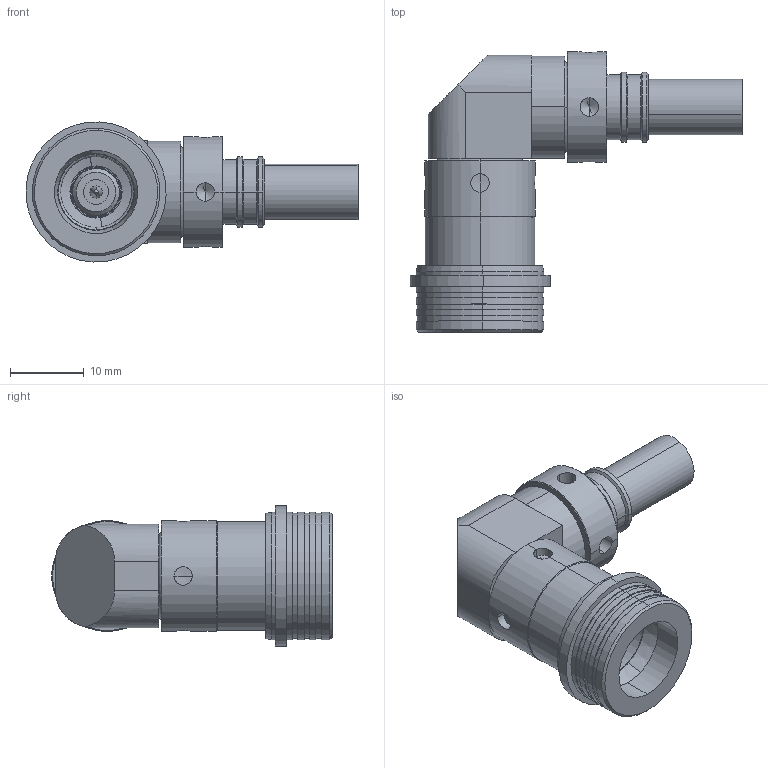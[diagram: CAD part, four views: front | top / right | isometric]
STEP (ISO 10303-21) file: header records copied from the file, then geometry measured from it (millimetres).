
FILE_DESCRIPTION (( 'STEP AP214' ), '1' );
FILE_NAME ('3190-8041(EZ-240-QNM-RA-X)_SD.STEP', '2020-11-23T03:21:36', ( '' ), ( '' ), 'SwSTEP 2.0', 'SolidWorks 2018', '' );
FILE_SCHEMA (( 'AUTOMOTIVE_DESIGN' ));
Length unit declared in the file: millimetre
Products named in the file (7): 3190-8041(EZ-240-QNM-RA-X)_SD; 3192-6057_SD; SD^3192-6057; 3192-6076_SD; SD^3192-6076; 3192-6034_SD; SD^3192-6034
Assembly tree (6 placements, depth 3):
  3190-8041(EZ-240-QNM-RA-X)_SD
    3192-6034_SD
      SD^3192-6034
    3192-6076_SD
      SD^3192-6076
    3192-6057_SD
      SD^3192-6057
Bounding box: 44.99 x 38 x 18.98 mm (x, y, z)
Volume: 7829.1 mm3; surface area: 5559.2 mm2
Topology: 4 solids, 5 shells, 213 faces, 464 edges, 277 vertices
Faces by surface type: cylinder 92, cone 55, plane 47, torus 16, sphere 2, bspline 1
Entity records: 6322 total; most frequent: CARTESIAN_POINT 1373, DIRECTION 1110, ORIENTED_EDGE 896, AXIS2_PLACEMENT_3D 471, EDGE_CURVE 448, VERTEX_POINT 277, EDGE_LOOP 249, CIRCLE 247
